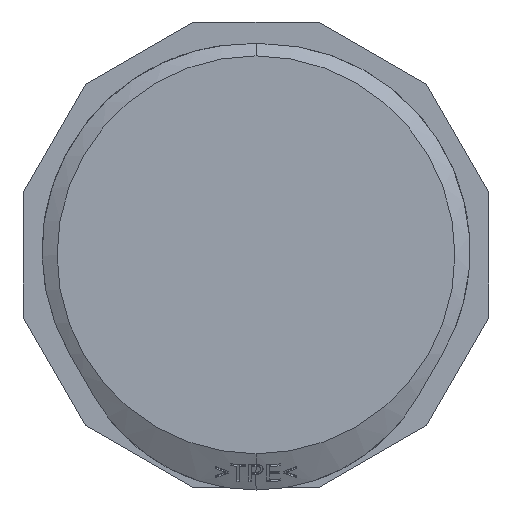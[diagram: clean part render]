
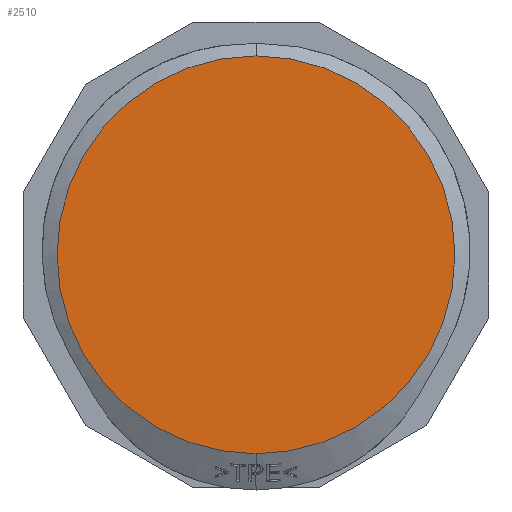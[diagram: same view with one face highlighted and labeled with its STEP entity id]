
A CAD part, front view. The second image highlights one B-rep face of the part: STEP entity #2510.
In plain terms, the highlighted planar face has unit normal (0, -1, 0).
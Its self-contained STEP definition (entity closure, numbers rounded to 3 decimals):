
#914=CIRCLE('',#14251,24.75);
#915=CIRCLE('',#14253,24.75);
#1750=FACE_OUTER_BOUND('',#5760,.T.);
#2510=ADVANCED_FACE('KES-E-R 50/9-B',(#1750),#2884,.F.);
#2884=PLANE('',#14255);
#5760=EDGE_LOOP('',(#9572,#9573));
#9572=ORIENTED_EDGE('',*,*,#12708,.F.);
#9573=ORIENTED_EDGE('',*,*,#12703,.F.);
#10796=VERTEX_POINT('',#34131);
#10797=VERTEX_POINT('',#34133);
#12703=EDGE_CURVE('GENERATED CIRCLE',#10796,#10797,#914,.T.);
#12708=EDGE_CURVE('GENERATED CIRCLE',#10797,#10796,#915,.T.);
#14251=AXIS2_PLACEMENT_3D('',#34132,#17505,#17506);
#14253=AXIS2_PLACEMENT_3D('',#34158,#17511,#17512);
#14255=AXIS2_PLACEMENT_3D('',#34160,#17515,#17516);
#17505=DIRECTION('',(0.,1.,0.));
#17506=DIRECTION('',(1.,0.,0.));
#17511=DIRECTION('',(0.,1.,0.));
#17512=DIRECTION('',(1.,0.,0.));
#17515=DIRECTION('',(0.,1.,0.));
#17516=DIRECTION('',(0.,0.,-1.));
#34131=CARTESIAN_POINT('',(0.,0.,-24.75));
#34132=CARTESIAN_POINT('',(0.,0.,0.));
#34133=CARTESIAN_POINT('',(0.,0.,24.75));
#34158=CARTESIAN_POINT('',(0.,0.,0.));
#34160=CARTESIAN_POINT('',(0.,0.,0.));
